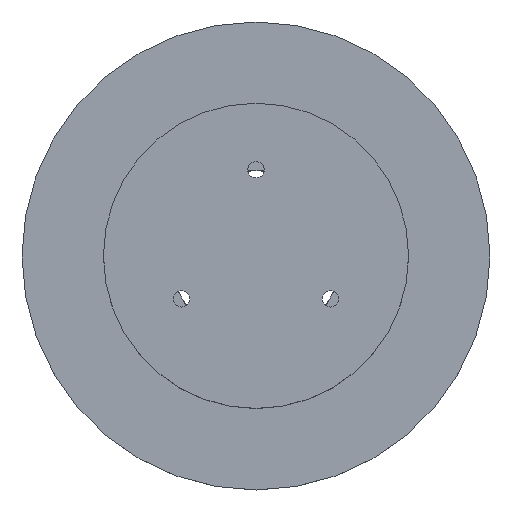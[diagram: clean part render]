
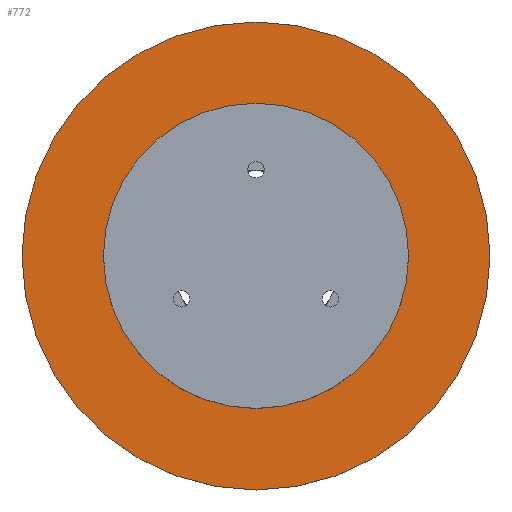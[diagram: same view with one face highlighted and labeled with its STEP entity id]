
A CAD part, top view. The second image highlights one B-rep face of the part: STEP entity #772.
In plain terms, the highlighted planar face has unit normal (0, 0, 1).
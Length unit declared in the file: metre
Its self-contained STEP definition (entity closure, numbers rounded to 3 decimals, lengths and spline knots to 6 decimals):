
#313=ORIENTED_EDGE('',*,*,#432,.F.);
#314=ORIENTED_EDGE('',*,*,#434,.T.);
#432=EDGE_CURVE('',#506,#506,#553,.T.);
#434=EDGE_CURVE('',#508,#508,#555,.T.);
#506=VERTEX_POINT('',#1563);
#508=VERTEX_POINT('',#1569);
#553=CIRCLE('',#1122,0.0375);
#555=CIRCLE('',#1126,0.0575);
#605=EDGE_LOOP('',(#313));
#606=EDGE_LOOP('',(#314));
#664=FACE_BOUND('',#605,.T.);
#665=FACE_BOUND('',#606,.T.);
#689=PLANE('',#1125);
#772=ADVANCED_FACE('',(#664,#665),#689,.T.);
#1122=AXIS2_PLACEMENT_3D('',#1562,#1339,#1340);
#1125=AXIS2_PLACEMENT_3D('',#1567,#1345,#1346);
#1126=AXIS2_PLACEMENT_3D('',#1568,#1347,#1348);
#1339=DIRECTION('',(0.,0.,1.));
#1340=DIRECTION('',(1.,0.,0.));
#1345=DIRECTION('',(0.,0.,1.));
#1346=DIRECTION('',(1.,0.,0.));
#1347=DIRECTION('',(0.,0.,1.));
#1348=DIRECTION('',(1.,0.,0.));
#1562=CARTESIAN_POINT('',(0.,0.,0.02));
#1563=CARTESIAN_POINT('',(0.0375,0.,0.02));
#1567=CARTESIAN_POINT('',(0.,0.,0.02));
#1568=CARTESIAN_POINT('',(0.,0.,0.02));
#1569=CARTESIAN_POINT('',(0.0575,0.,0.02));
